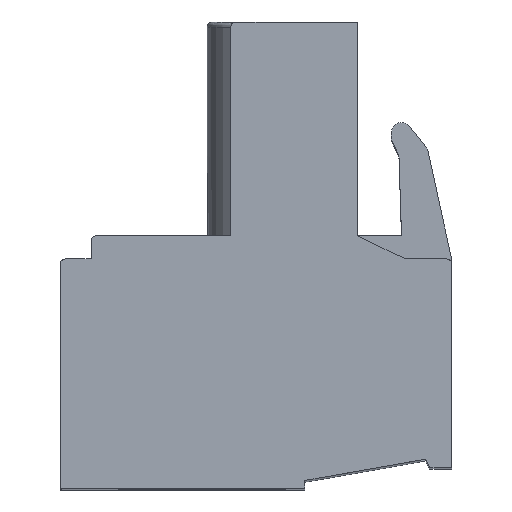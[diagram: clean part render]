
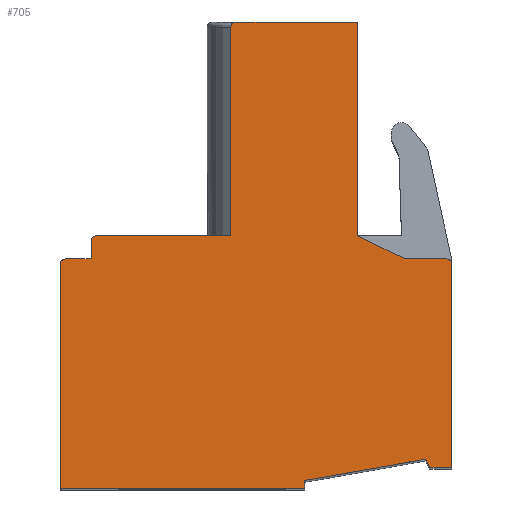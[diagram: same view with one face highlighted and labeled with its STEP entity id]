
A CAD part, top view. The second image highlights one B-rep face of the part: STEP entity #705.
In plain terms, the highlighted planar face has unit normal (0, 0, 1).
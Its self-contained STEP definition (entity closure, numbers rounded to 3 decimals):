
#542=CARTESIAN_POINT('',(-1.05,9.05,20.32));
#543=DIRECTION('',(0.,1.,0.));
#544=DIRECTION('',(0.,-0.,1.));
#545=AXIS2_PLACEMENT_3D('',#542,#544,#543);
#546=PLANE('',#545);
#547=CARTESIAN_POINT('',(-7.25,9.8,20.32));
#548=VERTEX_POINT('',#547);
#549=CARTESIAN_POINT('',(-2.03,9.8,20.32));
#550=VERTEX_POINT('',#549);
#551=CARTESIAN_POINT('',(-7.25,9.8,20.32));
#552=DIRECTION('',(1.,0.,0.));
#553=VECTOR('',#552,5.22);
#554=LINE('',#551,#553);
#555=EDGE_CURVE('',#548,#550,#554,.T.);
#556=ORIENTED_EDGE('',*,*,#555,.F.);
#557=CARTESIAN_POINT('',(-7.45,9.6,20.32));
#558=VERTEX_POINT('',#557);
#559=CARTESIAN_POINT('',(-7.25,9.6,20.32));
#560=DIRECTION('',(-1.,0.,0.));
#561=DIRECTION('',(0.,0.,-1.));
#562=AXIS2_PLACEMENT_3D('',#559,#561,#560);
#563=CIRCLE('',#562,0.2);
#564=EDGE_CURVE('',#558,#548,#563,.T.);
#565=ORIENTED_EDGE('',*,*,#564,.F.);
#566=CARTESIAN_POINT('',(-7.45,8.9,20.32));
#567=VERTEX_POINT('',#566);
#568=CARTESIAN_POINT('',(-7.45,8.9,20.32));
#569=DIRECTION('',(0.,1.,0.));
#570=VECTOR('',#569,0.7);
#571=LINE('',#568,#570);
#572=EDGE_CURVE('',#567,#558,#571,.T.);
#573=ORIENTED_EDGE('',*,*,#572,.F.);
#574=CARTESIAN_POINT('',(-8.45,8.9,20.32));
#575=VERTEX_POINT('',#574);
#576=CARTESIAN_POINT('',(-8.45,8.9,20.32));
#577=DIRECTION('',(1.,0.,0.));
#578=VECTOR('',#577,1.);
#579=LINE('',#576,#578);
#580=EDGE_CURVE('',#575,#567,#579,.T.);
#581=ORIENTED_EDGE('',*,*,#580,.F.);
#582=CARTESIAN_POINT('',(-8.65,8.7,20.32));
#583=VERTEX_POINT('',#582);
#584=CARTESIAN_POINT('',(-8.45,8.7,20.32));
#585=DIRECTION('',(-1.,0.,0.));
#586=DIRECTION('',(0.,0.,-1.));
#587=AXIS2_PLACEMENT_3D('',#584,#586,#585);
#588=CIRCLE('',#587,0.2);
#589=EDGE_CURVE('',#583,#575,#588,.T.);
#590=ORIENTED_EDGE('',*,*,#589,.F.);
#591=CARTESIAN_POINT('',(-8.65,0.,20.32));
#592=VERTEX_POINT('',#591);
#593=CARTESIAN_POINT('',(-8.65,0.,20.32));
#594=DIRECTION('',(0.,1.,0.));
#595=VECTOR('',#594,8.7);
#596=LINE('',#593,#595);
#597=EDGE_CURVE('',#592,#583,#596,.T.);
#598=ORIENTED_EDGE('',*,*,#597,.F.);
#599=CARTESIAN_POINT('',(0.85,0.,20.32));
#600=VERTEX_POINT('',#599);
#601=CARTESIAN_POINT('',(0.85,0.,20.32));
#602=DIRECTION('',(-1.,0.,0.));
#603=VECTOR('',#602,9.5);
#604=LINE('',#601,#603);
#605=EDGE_CURVE('',#600,#592,#604,.T.);
#606=ORIENTED_EDGE('',*,*,#605,.F.);
#607=CARTESIAN_POINT('',(0.85,0.3,20.32));
#608=VERTEX_POINT('',#607);
#609=CARTESIAN_POINT('',(0.85,0.3,20.32));
#610=DIRECTION('',(0.,-1.,0.));
#611=VECTOR('',#610,0.3);
#612=LINE('',#609,#611);
#613=EDGE_CURVE('',#608,#600,#612,.T.);
#614=ORIENTED_EDGE('',*,*,#613,.F.);
#615=CARTESIAN_POINT('',(5.54,1.127,20.32));
#616=VERTEX_POINT('',#615);
#617=CARTESIAN_POINT('',(5.54,1.127,20.32));
#618=DIRECTION('',(-0.985,-0.174,0.));
#619=VECTOR('',#618,4.763);
#620=LINE('',#617,#619);
#621=EDGE_CURVE('',#616,#608,#620,.T.);
#622=ORIENTED_EDGE('',*,*,#621,.F.);
#623=CARTESIAN_POINT('',(5.7,0.8,20.32));
#624=VERTEX_POINT('',#623);
#625=CARTESIAN_POINT('',(5.7,0.8,20.32));
#626=DIRECTION('',(-0.438,0.899,0.));
#627=VECTOR('',#626,0.364);
#628=LINE('',#625,#627);
#629=EDGE_CURVE('',#624,#616,#628,.T.);
#630=ORIENTED_EDGE('',*,*,#629,.F.);
#631=CARTESIAN_POINT('',(6.55,0.8,20.32));
#632=VERTEX_POINT('',#631);
#633=CARTESIAN_POINT('',(6.55,0.8,20.32));
#634=DIRECTION('',(-1.,0.,0.));
#635=VECTOR('',#634,0.85);
#636=LINE('',#633,#635);
#637=EDGE_CURVE('',#632,#624,#636,.T.);
#638=ORIENTED_EDGE('',*,*,#637,.F.);
#639=CARTESIAN_POINT('',(6.55,8.7,20.32));
#640=VERTEX_POINT('',#639);
#641=CARTESIAN_POINT('',(6.55,8.7,20.32));
#642=DIRECTION('',(0.,-1.,0.));
#643=VECTOR('',#642,7.9);
#644=LINE('',#641,#643);
#645=EDGE_CURVE('',#640,#632,#644,.T.);
#646=ORIENTED_EDGE('',*,*,#645,.F.);
#647=CARTESIAN_POINT('',(6.35,8.9,20.32));
#648=VERTEX_POINT('',#647);
#649=CARTESIAN_POINT('',(6.35,8.7,20.32));
#650=DIRECTION('',(0.,1.,0.));
#651=DIRECTION('',(0.,0.,-1.));
#652=AXIS2_PLACEMENT_3D('',#649,#651,#650);
#653=CIRCLE('',#652,0.2);
#654=EDGE_CURVE('',#648,#640,#653,.T.);
#655=ORIENTED_EDGE('',*,*,#654,.F.);
#656=CARTESIAN_POINT('',(4.75,8.9,20.32));
#657=VERTEX_POINT('',#656);
#658=CARTESIAN_POINT('',(4.75,8.9,20.32));
#659=DIRECTION('',(1.,0.,0.));
#660=VECTOR('',#659,1.6);
#661=LINE('',#658,#660);
#662=EDGE_CURVE('',#657,#648,#661,.T.);
#663=ORIENTED_EDGE('',*,*,#662,.F.);
#664=CARTESIAN_POINT('',(2.89,9.8,20.32));
#665=VERTEX_POINT('',#664);
#666=CARTESIAN_POINT('',(2.89,9.8,20.32));
#667=DIRECTION('',(0.9,-0.436,0.));
#668=VECTOR('',#667,2.066);
#669=LINE('',#666,#668);
#670=EDGE_CURVE('',#665,#657,#669,.T.);
#671=ORIENTED_EDGE('',*,*,#670,.F.);
#672=CARTESIAN_POINT('',(2.89,18.1,20.32));
#673=VERTEX_POINT('',#672);
#674=CARTESIAN_POINT('',(2.89,18.1,20.32));
#675=DIRECTION('',(0.,-1.,0.));
#676=VECTOR('',#675,8.3);
#677=LINE('',#674,#676);
#678=EDGE_CURVE('',#673,#665,#677,.T.);
#679=ORIENTED_EDGE('',*,*,#678,.F.);
#680=CARTESIAN_POINT('',(-1.83,18.1,20.32));
#681=VERTEX_POINT('',#680);
#682=CARTESIAN_POINT('',(-1.83,18.1,20.32));
#683=DIRECTION('',(1.,0.,0.));
#684=VECTOR('',#683,4.72);
#685=LINE('',#682,#684);
#686=EDGE_CURVE('',#681,#673,#685,.T.);
#687=ORIENTED_EDGE('',*,*,#686,.F.);
#688=CARTESIAN_POINT('',(-2.03,17.9,20.32));
#689=VERTEX_POINT('',#688);
#690=CARTESIAN_POINT('',(-1.83,17.9,20.32));
#691=DIRECTION('',(-1.,0.,0.));
#692=DIRECTION('',(0.,0.,-1.));
#693=AXIS2_PLACEMENT_3D('',#690,#692,#691);
#694=CIRCLE('',#693,0.2);
#695=EDGE_CURVE('',#689,#681,#694,.T.);
#696=ORIENTED_EDGE('',*,*,#695,.F.);
#697=CARTESIAN_POINT('',(-2.03,17.9,20.32));
#698=DIRECTION('',(0.,-1.,0.));
#699=VECTOR('',#698,8.1);
#700=LINE('',#697,#699);
#701=EDGE_CURVE('',#689,#550,#700,.T.);
#702=ORIENTED_EDGE('',*,*,#701,.T.);
#703=EDGE_LOOP('',(#556,#565,#573,#581,#590,#598,#606,#614,#622,#630,#638,#646,#655,#663,#671,#679,#687,#696,#702));
#704=FACE_OUTER_BOUND('',#703,.T.);
#705=ADVANCED_FACE('',(#704),#546,.T.);
